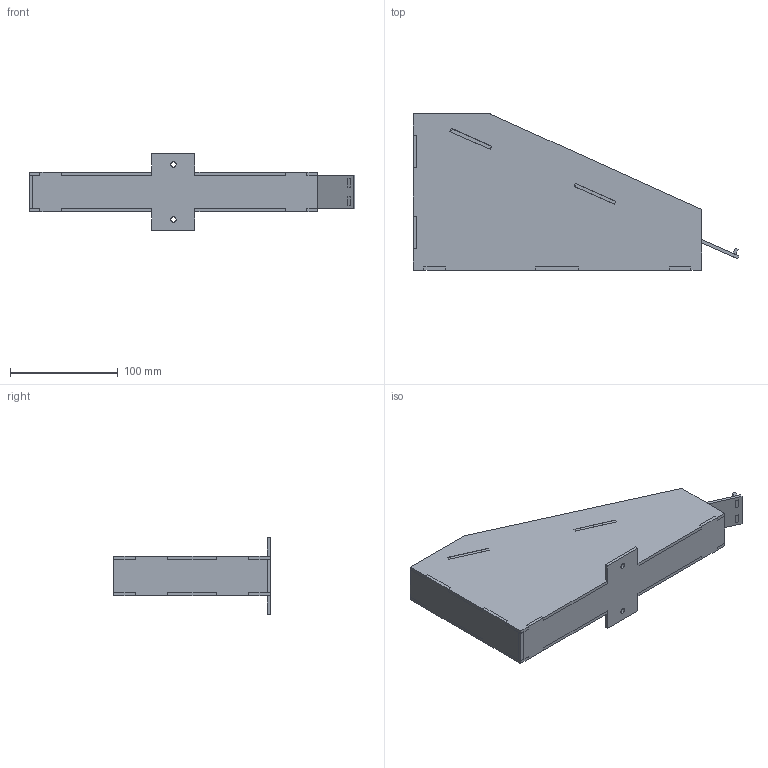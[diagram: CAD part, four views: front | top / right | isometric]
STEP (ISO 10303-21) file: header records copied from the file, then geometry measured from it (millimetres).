
FILE_DESCRIPTION (( 'STEP AP203' ), '1' );
FILE_NAME ('FeederDeESP.STEP', '2024-11-25T20:04:42', ( 'Dell' ), ( '' ), 'SwSTEP 2.0', 'SolidWorks 2023', '' );
FILE_SCHEMA (( 'CONFIG_CONTROL_DESIGN' ));
Length unit declared in the file: millimetre
Products named in the file (6): ParedESP; SlideESPv2; BaseESP; SostenESP; FeederDeESP; SoporteSlideESPv2
Assembly tree (6 placements, depth 2):
  FeederDeESP
    SoporteSlideESPv2  x2
    SlideESPv2
    ParedESP
    BaseESP
    SostenESP
Bounding box: 301.64 x 145 x 71 mm (x, y, z)
Volume: 252978 mm3; surface area: 180324.1 mm2
Topology: 6 solids, 6 shells, 172 faces, 480 edges, 320 vertices
Faces by surface type: plane 166, cylinder 6
Entity records: 4960 total; most frequent: CARTESIAN_POINT 775, ORIENTED_EDGE 756, DIRECTION 678, EDGE_CURVE 378, LINE 368, VECTOR 368, VERTEX_POINT 252, AXIS2_PLACEMENT_3D 155
